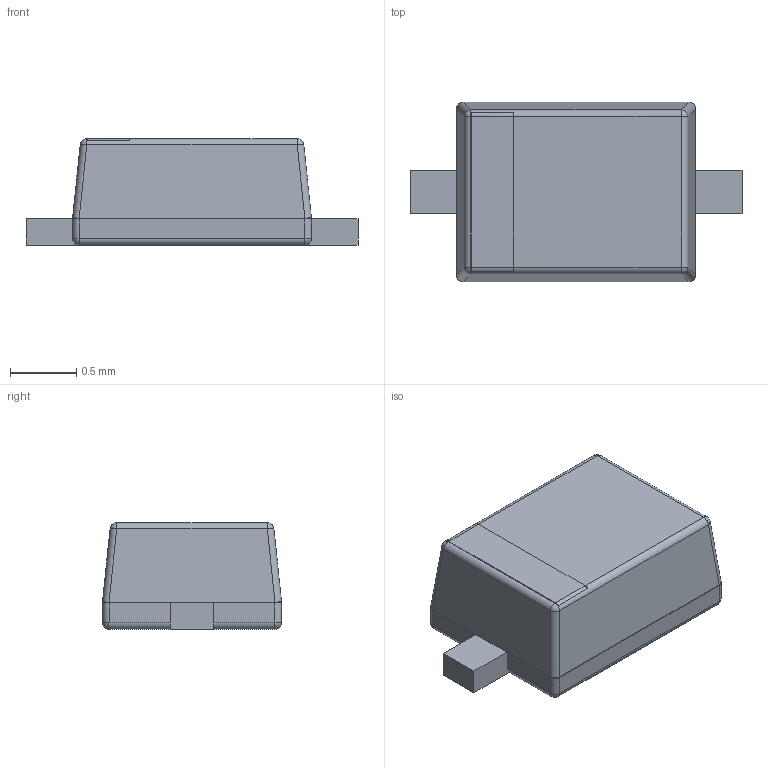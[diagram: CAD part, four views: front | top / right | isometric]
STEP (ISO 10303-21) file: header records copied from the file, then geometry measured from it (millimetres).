
FILE_DESCRIPTION(/* description */ (''),/* implementation_level */ '2;1');
FILE_NAME(/* name */ 'SODFL127P600-8N v1.step',/* time_stamp */ '2018-02-12T14:57:21+01:00',/* author */ ('filip.fabacBH7AZ'),/* organization */ (''),/* preprocessor_version */ 'ST-DEVELOPER v16.13',/* originating_system */ 'Autodesk Translation Framework v6.5.0.72',/* authorisation */ '');
FILE_SCHEMA (('AUTOMOTIVE_DESIGN { 1 0 10303 214 3 1 1 }'));
Length unit declared in the file: millimetre
Products named in the file (5): SODFL127P600-8N; 8127200320; Body; Open_CASCADE_STEP_translator_6.8_8.1; lead
Assembly tree (5 placements, depth 4):
  SODFL127P600-8N
    8127200320
      Body
        Open_CASCADE_STEP_translator_6.8_8.1
      lead  x2
Bounding box: 2.5 x 1.35 x 0.8 mm (x, y, z)
Volume: 1.9 mm3; surface area: 11 mm2
Topology: 4 solids, 4 shells, 64 faces, 140 edges, 76 vertices
Faces by surface type: plane 30, cylinder 22, sphere 8, bspline 4
Entity records: 2118 total; most frequent: CARTESIAN_POINT 768, DIRECTION 276, ORIENTED_EDGE 240, EDGE_CURVE 120, AXIS2_PLACEMENT_3D 104, LINE 68, VECTOR 68, VERTEX_POINT 68
